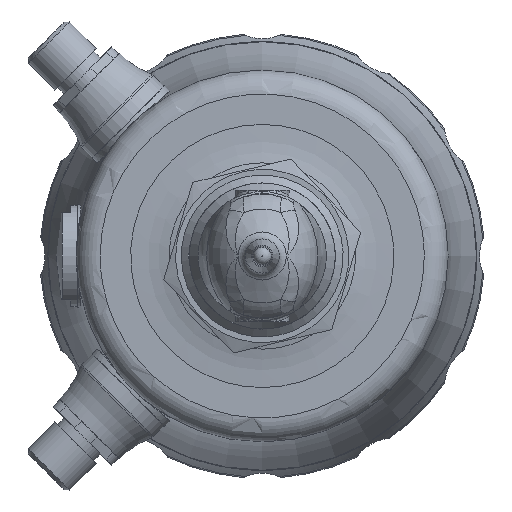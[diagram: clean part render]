
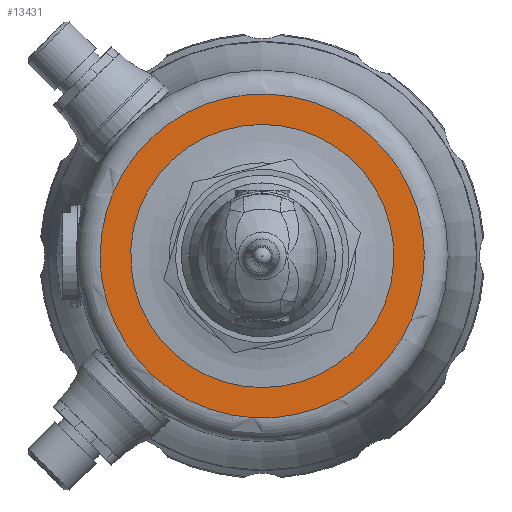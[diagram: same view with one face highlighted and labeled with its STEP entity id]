
A CAD part, left-side view. The second image highlights one B-rep face of the part: STEP entity #13431.
In plain terms, the highlighted planar face has unit normal (-1, 0, 0).
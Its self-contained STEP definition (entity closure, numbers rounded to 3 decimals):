
#2036=ORIENTED_EDGE('',*,*,#4698,.F.);
#2037=ORIENTED_EDGE('',*,*,#4699,.F.);
#2038=ORIENTED_EDGE('',*,*,#4700,.F.);
#2039=ORIENTED_EDGE('',*,*,#4701,.F.);
#4698=EDGE_CURVE('',#6029,#6030,#6959,.T.);
#4699=EDGE_CURVE('',#6030,#6029,#6960,.T.);
#4700=EDGE_CURVE('',#6031,#6032,#6961,.T.);
#4701=EDGE_CURVE('',#6032,#6031,#6962,.T.);
#6029=VERTEX_POINT('',#17919);
#6030=VERTEX_POINT('',#17920);
#6031=VERTEX_POINT('',#17970);
#6032=VERTEX_POINT('',#17971);
#6959=(
BOUNDED_CURVE()
B_SPLINE_CURVE(3,(#17895,#17896,#17897,#17898,#17899,#17900,#17901,#17902,
#17903,#17904,#17905,#17906,#17907,#17908,#17909,#17910,#17911,#17912,#17913,
#17914,#17915,#17916,#17917,#17918),.UNSPECIFIED.,.F.,.F.)
B_SPLINE_CURVE_WITH_KNOTS((4,1,1,1,1,1,1,1,1,1,1,1,1,1,1,1,1,1,1,1,1,4),
(0.,0.047,0.094,0.142,0.19,
0.238,0.285,0.333,0.381,
0.428,0.476,0.524,0.572,0.619,
0.667,0.715,0.762,0.81,
0.858,0.906,0.953,1.),.UNSPECIFIED.)
CURVE()
GEOMETRIC_REPRESENTATION_ITEM()
RATIONAL_B_SPLINE_CURVE((1.,1.,1.,1.,1.,1.,1.,1.,1.,1.,1.,1.,1.,1.,1.,1.,
1.,1.,1.,1.,1.,1.,1.,1.))
REPRESENTATION_ITEM('')
);
#6960=(
BOUNDED_CURVE()
B_SPLINE_CURVE(3,(#17921,#17922,#17923,#17924,#17925,#17926,#17927,#17928,
#17929,#17930,#17931,#17932,#17933,#17934,#17935,#17936,#17937,#17938,#17939,
#17940,#17941,#17942,#17943,#17944),.UNSPECIFIED.,.F.,.F.)
B_SPLINE_CURVE_WITH_KNOTS((4,1,1,1,1,1,1,1,1,1,1,1,1,1,1,1,1,1,1,1,1,4),
(0.,0.047,0.094,0.142,0.19,
0.238,0.285,0.333,0.381,
0.428,0.476,0.524,0.572,0.619,
0.667,0.715,0.762,0.81,
0.858,0.906,0.953,1.),.UNSPECIFIED.)
CURVE()
GEOMETRIC_REPRESENTATION_ITEM()
RATIONAL_B_SPLINE_CURVE((1.,1.,1.,1.,1.,1.,1.,1.,1.,1.,1.,1.,1.,1.,1.,1.,
1.,1.,1.,1.,1.,1.,1.,1.))
REPRESENTATION_ITEM('')
);
#6961=(
BOUNDED_CURVE()
B_SPLINE_CURVE(3,(#17945,#17946,#17947,#17948,#17949,#17950,#17951,#17952,
#17953,#17954,#17955,#17956,#17957,#17958,#17959,#17960,#17961,#17962,#17963,
#17964,#17965,#17966,#17967,#17968,#17969),.UNSPECIFIED.,.F.,.F.)
B_SPLINE_CURVE_WITH_KNOTS((4,1,1,1,1,1,1,1,1,1,1,1,1,1,1,1,1,1,1,1,1,1,
4),(0.,0.045,0.091,0.136,0.182,
0.227,0.273,0.318,0.364,
0.409,0.455,0.5,0.545,
0.591,0.636,0.682,0.727,
0.773,0.818,0.864,0.909,
0.955,1.),.UNSPECIFIED.)
CURVE()
GEOMETRIC_REPRESENTATION_ITEM()
RATIONAL_B_SPLINE_CURVE((1.,1.,1.,1.,1.,1.,1.,1.,1.,1.,1.,1.,1.,1.,1.,1.,
1.,1.,1.,1.,1.,1.,1.,1.,1.))
REPRESENTATION_ITEM('')
);
#6962=(
BOUNDED_CURVE()
B_SPLINE_CURVE(3,(#17972,#17973,#17974,#17975,#17976,#17977,#17978,#17979,
#17980,#17981,#17982,#17983,#17984,#17985,#17986,#17987,#17988,#17989,#17990,
#17991,#17992,#17993,#17994,#17995,#17996),.UNSPECIFIED.,.F.,.F.)
B_SPLINE_CURVE_WITH_KNOTS((4,1,1,1,1,1,1,1,1,1,1,1,1,1,1,1,1,1,1,1,1,1,
4),(0.,0.045,0.091,0.136,0.182,
0.227,0.273,0.318,0.364,
0.409,0.455,0.5,0.545,
0.591,0.636,0.682,0.727,
0.773,0.818,0.864,0.909,
0.955,1.),.UNSPECIFIED.)
CURVE()
GEOMETRIC_REPRESENTATION_ITEM()
RATIONAL_B_SPLINE_CURVE((1.,1.,1.,1.,1.,1.,1.,1.,1.,1.,1.,1.,1.,1.,1.,1.,
1.,1.,1.,1.,1.,1.,1.,1.,1.))
REPRESENTATION_ITEM('')
);
#7010=EDGE_LOOP('',(#2036,#2037));
#7011=EDGE_LOOP('',(#2038,#2039));
#7884=FACE_BOUND('',#7010,.T.);
#7885=FACE_BOUND('',#7011,.T.);
#8761=PLANE('',#14083);
#13431=ADVANCED_FACE('',(#7884,#7885),#8761,.F.);
#14083=AXIS2_PLACEMENT_3D('',#17894,#15252,#15253);
#15252=DIRECTION('',(1.,0.,0.));
#15253=DIRECTION('',(0.,-1.,0.));
#17894=CARTESIAN_POINT('',(-19.,-87.4,0.));
#17895=CARTESIAN_POINT('',(-19.,-87.4,-27.018));
#17896=CARTESIAN_POINT('',(-19.,-88.728,-27.017));
#17897=CARTESIAN_POINT('',(-19.,-91.375,-26.823));
#17898=CARTESIAN_POINT('',(-19.,-95.31,-25.94));
#17899=CARTESIAN_POINT('',(-19.,-99.099,-24.467));
#17900=CARTESIAN_POINT('',(-19.,-102.633,-22.437));
#17901=CARTESIAN_POINT('',(-19.,-105.816,-19.906));
#17902=CARTESIAN_POINT('',(-19.,-108.581,-16.935));
#17903=CARTESIAN_POINT('',(-19.,-110.871,-13.585));
#17904=CARTESIAN_POINT('',(-19.,-112.637,-9.927));
#17905=CARTESIAN_POINT('',(-19.,-113.837,-6.045));
#17906=CARTESIAN_POINT('',(-19.,-114.443,-2.029));
#17907=CARTESIAN_POINT('',(-19.,-114.443,2.032));
#17908=CARTESIAN_POINT('',(-19.,-113.836,6.048));
#17909=CARTESIAN_POINT('',(-19.,-112.636,9.93));
#17910=CARTESIAN_POINT('',(-19.,-110.869,13.588));
#17911=CARTESIAN_POINT('',(-19.,-108.579,16.938));
#17912=CARTESIAN_POINT('',(-19.,-105.814,19.909));
#17913=CARTESIAN_POINT('',(-19.,-102.63,22.439));
#17914=CARTESIAN_POINT('',(-19.,-99.095,24.468));
#17915=CARTESIAN_POINT('',(-19.,-95.307,25.941));
#17916=CARTESIAN_POINT('',(-19.,-91.373,26.823));
#17917=CARTESIAN_POINT('',(-19.,-88.727,27.017));
#17918=CARTESIAN_POINT('',(-19.,-87.4,27.018));
#17919=CARTESIAN_POINT('',(-19.,-87.4,-27.018));
#17920=CARTESIAN_POINT('',(-19.,-87.4,27.018));
#17921=CARTESIAN_POINT('',(-19.,-87.4,27.018));
#17922=CARTESIAN_POINT('',(-19.,-86.072,27.017));
#17923=CARTESIAN_POINT('',(-19.,-83.425,26.823));
#17924=CARTESIAN_POINT('',(-19.,-79.49,25.94));
#17925=CARTESIAN_POINT('',(-19.,-75.701,24.467));
#17926=CARTESIAN_POINT('',(-19.,-72.167,22.437));
#17927=CARTESIAN_POINT('',(-19.,-68.984,19.906));
#17928=CARTESIAN_POINT('',(-19.,-66.219,16.935));
#17929=CARTESIAN_POINT('',(-19.,-63.929,13.585));
#17930=CARTESIAN_POINT('',(-19.,-62.163,9.927));
#17931=CARTESIAN_POINT('',(-19.,-60.963,6.045));
#17932=CARTESIAN_POINT('',(-19.,-60.357,2.029));
#17933=CARTESIAN_POINT('',(-19.,-60.357,-2.032));
#17934=CARTESIAN_POINT('',(-19.,-60.964,-6.048));
#17935=CARTESIAN_POINT('',(-19.,-62.164,-9.93));
#17936=CARTESIAN_POINT('',(-19.,-63.931,-13.588));
#17937=CARTESIAN_POINT('',(-19.,-66.221,-16.938));
#17938=CARTESIAN_POINT('',(-19.,-68.986,-19.909));
#17939=CARTESIAN_POINT('',(-19.,-72.17,-22.439));
#17940=CARTESIAN_POINT('',(-19.,-75.705,-24.468));
#17941=CARTESIAN_POINT('',(-19.,-79.493,-25.941));
#17942=CARTESIAN_POINT('',(-19.,-83.427,-26.823));
#17943=CARTESIAN_POINT('',(-19.,-86.073,-27.017));
#17944=CARTESIAN_POINT('',(-19.,-87.4,-27.018));
#17945=CARTESIAN_POINT('',(-19.,-54.134,0.));
#17946=CARTESIAN_POINT('',(-19.,-54.135,1.589));
#17947=CARTESIAN_POINT('',(-19.,-54.358,4.732));
#17948=CARTESIAN_POINT('',(-19.,-55.367,9.386));
#17949=CARTESIAN_POINT('',(-19.,-57.028,13.848));
#17950=CARTESIAN_POINT('',(-19.,-59.309,18.032));
#17951=CARTESIAN_POINT('',(-19.,-62.163,21.848));
#17952=CARTESIAN_POINT('',(-19.,-65.531,25.219));
#17953=CARTESIAN_POINT('',(-19.,-69.345,28.076));
#17954=CARTESIAN_POINT('',(-19.,-73.527,30.36));
#17955=CARTESIAN_POINT('',(-19.,-77.991,32.026));
#17956=CARTESIAN_POINT('',(-19.,-82.647,33.04));
#17957=CARTESIAN_POINT('',(-19.,-87.4,33.38));
#17958=CARTESIAN_POINT('',(-19.,-92.153,33.04));
#17959=CARTESIAN_POINT('',(-19.,-96.809,32.026));
#17960=CARTESIAN_POINT('',(-19.,-101.273,30.36));
#17961=CARTESIAN_POINT('',(-19.,-105.455,28.075));
#17962=CARTESIAN_POINT('',(-19.,-109.269,25.219));
#17963=CARTESIAN_POINT('',(-19.,-112.637,21.848));
#17964=CARTESIAN_POINT('',(-19.,-115.491,18.032));
#17965=CARTESIAN_POINT('',(-19.,-117.772,13.848));
#17966=CARTESIAN_POINT('',(-19.,-119.433,9.386));
#17967=CARTESIAN_POINT('',(-19.,-120.442,4.732));
#17968=CARTESIAN_POINT('',(-19.,-120.665,1.589));
#17969=CARTESIAN_POINT('',(-19.,-120.666,0.));
#17970=CARTESIAN_POINT('',(-19.,-54.134,0.));
#17971=CARTESIAN_POINT('',(-19.,-120.666,0.));
#17972=CARTESIAN_POINT('',(-19.,-120.666,0.));
#17973=CARTESIAN_POINT('',(-19.,-120.665,-1.589));
#17974=CARTESIAN_POINT('',(-19.,-120.442,-4.732));
#17975=CARTESIAN_POINT('',(-19.,-119.433,-9.386));
#17976=CARTESIAN_POINT('',(-19.,-117.772,-13.848));
#17977=CARTESIAN_POINT('',(-19.,-115.491,-18.032));
#17978=CARTESIAN_POINT('',(-19.,-112.637,-21.848));
#17979=CARTESIAN_POINT('',(-19.,-109.269,-25.219));
#17980=CARTESIAN_POINT('',(-19.,-105.455,-28.076));
#17981=CARTESIAN_POINT('',(-19.,-101.273,-30.36));
#17982=CARTESIAN_POINT('',(-19.,-96.809,-32.026));
#17983=CARTESIAN_POINT('',(-19.,-92.153,-33.04));
#17984=CARTESIAN_POINT('',(-19.,-87.4,-33.38));
#17985=CARTESIAN_POINT('',(-19.,-82.647,-33.04));
#17986=CARTESIAN_POINT('',(-19.,-77.991,-32.026));
#17987=CARTESIAN_POINT('',(-19.,-73.527,-30.36));
#17988=CARTESIAN_POINT('',(-19.,-69.345,-28.075));
#17989=CARTESIAN_POINT('',(-19.,-65.531,-25.219));
#17990=CARTESIAN_POINT('',(-19.,-62.163,-21.848));
#17991=CARTESIAN_POINT('',(-19.,-59.309,-18.032));
#17992=CARTESIAN_POINT('',(-19.,-57.028,-13.848));
#17993=CARTESIAN_POINT('',(-19.,-55.367,-9.386));
#17994=CARTESIAN_POINT('',(-19.,-54.358,-4.732));
#17995=CARTESIAN_POINT('',(-19.,-54.135,-1.589));
#17996=CARTESIAN_POINT('',(-19.,-54.134,0.));
